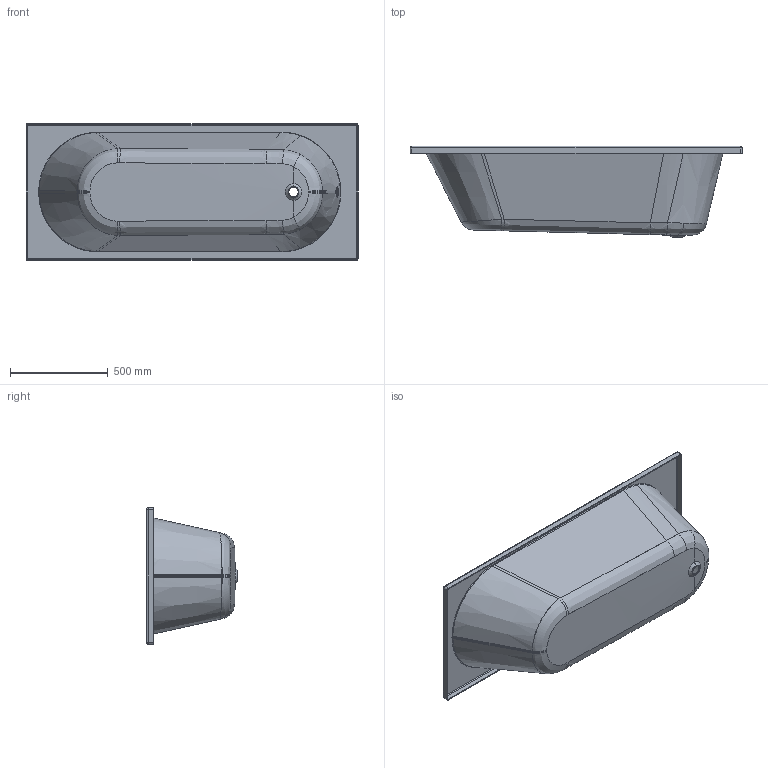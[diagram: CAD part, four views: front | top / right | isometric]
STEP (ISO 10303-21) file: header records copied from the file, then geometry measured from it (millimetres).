
FILE_DESCRIPTION((''),'2;1');
FILE_NAME('UBA177CAS2V','2023-11-20T16:14:50',('hegemanc'),('Villeroy & Boch Wellness bv'),'CREO PARAMETRIC BY PTC INC, 2022414','CREO PARAMETRIC BY PTC INC, 2022414','');
FILE_SCHEMA(('AP242_MANAGED_MODEL_BASED_3D_ENGINEERING_MIM_LF { 1 0 10303 442 1 1 4 }'));
Length unit declared in the file: millimetre
Products named in the file (1): UBA177CAS2V
Bounding box: 1700 x 468 x 700 mm (x, y, z)
Volume: 11925044.3 mm3; surface area: 4796852.4 mm2
Topology: 1 solids, 1 shells, 161 faces, 412 edges, 268 vertices
Faces by surface type: bspline 120, cylinder 20, plane 13, cone 8
Entity records: 16306 total; most frequent: CARTESIAN_POINT 11378, COLOUR_RGB 1450, ORIENTED_EDGE 764, DIRECTION 454, EDGE_CURVE 382, VERTEX_POINT 224, AXIS2_PLACEMENT_3D 182, B_SPLINE_CURVE_WITH_KNOTS 182
